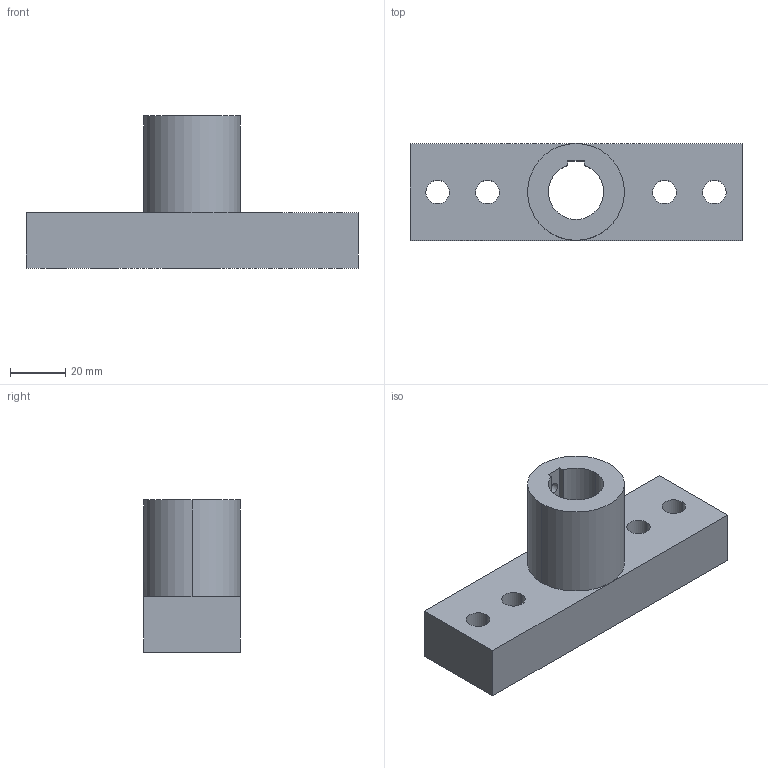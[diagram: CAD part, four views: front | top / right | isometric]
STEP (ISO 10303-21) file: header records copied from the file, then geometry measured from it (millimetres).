
FILE_DESCRIPTION (( 'STEP AP214' ), '1' );
FILE_NAME ('Taittuvankäsivarren kiinnitys.STEP', '2025-07-22T16:15:35', ( '' ), ( '' ), 'SwSTEP 2.0', 'SolidWorks 2023', '' );
FILE_SCHEMA (( 'AUTOMOTIVE_DESIGN' ));
Length unit declared in the file: millimetre
Products named in the file (1): Taittuvankäsivarren kiinnitys
Bounding box: 120 x 35 x 55 mm (x, y, z)
Volume: 95236.5 mm3; surface area: 23229.7 mm2
Topology: 1 solids, 1 shells, 28 faces, 76 edges, 50 vertices
Faces by surface type: cylinder 17, plane 11
Entity records: 1047 total; most frequent: CARTESIAN_POINT 263, DIRECTION 162, ORIENTED_EDGE 152, EDGE_CURVE 76, AXIS2_PLACEMENT_3D 61, VERTEX_POINT 50, EDGE_LOOP 42, VECTOR 40
